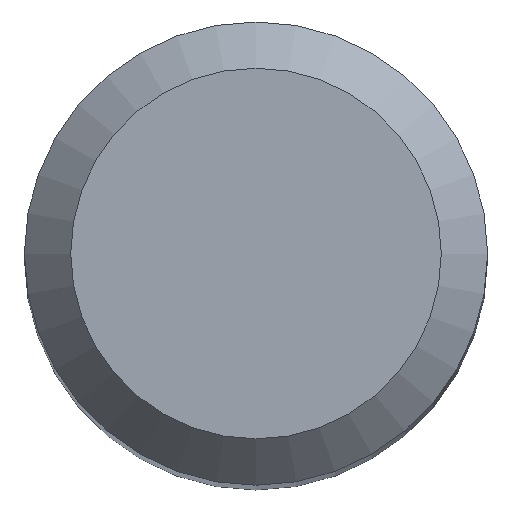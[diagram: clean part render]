
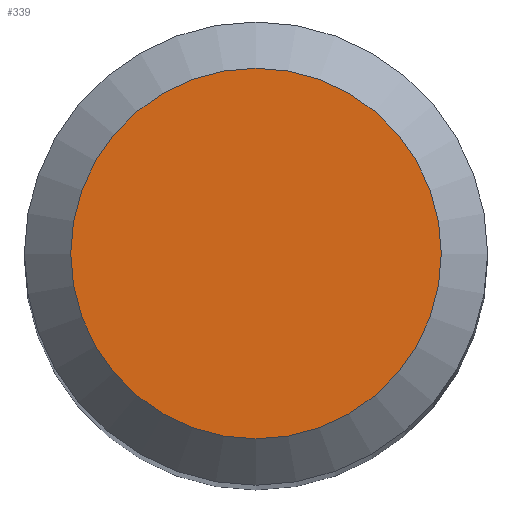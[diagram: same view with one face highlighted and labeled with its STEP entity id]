
A CAD part, top view. The second image highlights one B-rep face of the part: STEP entity #339.
In plain terms, the highlighted planar face has unit normal (0, 0, 1).
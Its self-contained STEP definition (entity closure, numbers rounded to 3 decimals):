
#5 = EDGE_LOOP ( 'NONE', ( #344 ) ) ;
#13 = EDGE_CURVE ( 'NONE', #278, #278, #42, .T. ) ;
#42 = CIRCLE ( 'NONE', #232, 2.4 ) ;
#95 = DIRECTION ( 'NONE',  ( -1., 0., 0. ) ) ;
#99 = DIRECTION ( 'NONE',  ( 0., 0., -1. ) ) ;
#137 = DIRECTION ( 'NONE',  ( 1., 0., 0. ) ) ;
#153 = PLANE ( 'NONE',  #197 ) ;
#160 = CARTESIAN_POINT ( 'NONE',  ( 2.4, 0., 57. ) ) ;
#197 = AXIS2_PLACEMENT_3D ( 'NONE', #304, #99, #95 ) ;
#232 = AXIS2_PLACEMENT_3D ( 'NONE', #285, #373, #137 ) ;
#278 = VERTEX_POINT ( 'NONE', #160 ) ;
#285 = CARTESIAN_POINT ( 'NONE',  ( 0., 0., 57. ) ) ;
#302 = FACE_OUTER_BOUND ( 'NONE', #5, .T. ) ;
#304 = CARTESIAN_POINT ( 'NONE',  ( 0., 2.4, 57. ) ) ;
#339 = ADVANCED_FACE ( 'NONE', ( #302 ), #153, .F. ) ;
#344 = ORIENTED_EDGE ( 'NONE', *, *, #13, .T. ) ;
#373 = DIRECTION ( 'NONE',  ( 0., 0., 1. ) ) ;
